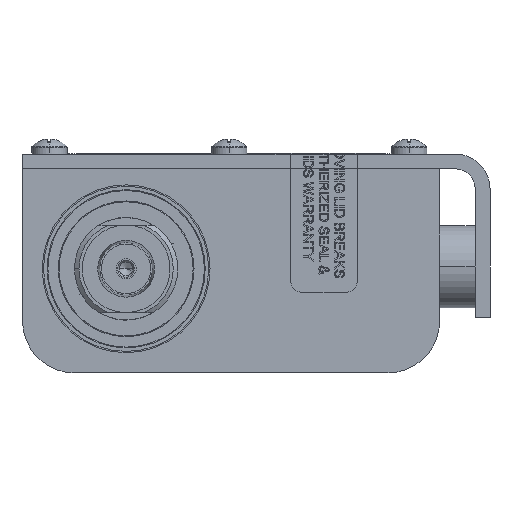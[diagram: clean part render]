
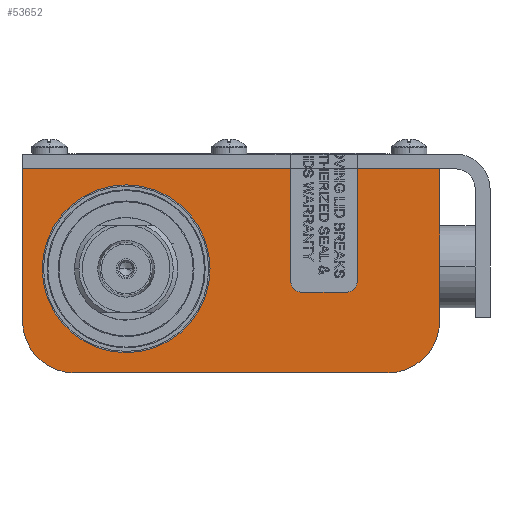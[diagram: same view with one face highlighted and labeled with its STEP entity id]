
A CAD part, left-side view. The second image highlights one B-rep face of the part: STEP entity #53652.
In plain terms, the highlighted face is planar.
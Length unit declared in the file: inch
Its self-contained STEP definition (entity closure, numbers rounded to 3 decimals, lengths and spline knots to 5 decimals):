
#1143 = ORIENTED_EDGE ( 'NONE', *, *, #87864, .T. ) ;
#4265 = DIRECTION ( 'NONE',  ( 0., 0., 1. ) ) ;
#5301 = VECTOR ( 'NONE', #67111, 39.37008 ) ;
#7881 = CARTESIAN_POINT ( 'NONE',  ( -1.2625, -0.3045, 0.834 ) ) ;
#10540 = CARTESIAN_POINT ( 'NONE',  ( -0.9495, -0.3045, 0.834 ) ) ;
#10933 = CARTESIAN_POINT ( 'NONE',  ( -0.6355, 0.0125, 0.834 ) ) ;
#11810 = VECTOR ( 'NONE', #80155, 39.37008 ) ;
#12043 = DIRECTION ( 'NONE',  ( -1., 0., 0. ) ) ;
#12754 = ORIENTED_EDGE ( 'NONE', *, *, #69202, .T. ) ;
#13058 = VERTEX_POINT ( 'NONE', #67966 ) ;
#13166 = EDGE_CURVE ( 'NONE', #36481, #66197, #82025, .T. ) ;
#13219 = ORIENTED_EDGE ( 'NONE', *, *, #14622, .F. ) ;
#14622 = EDGE_CURVE ( 'NONE', #66197, #36481, #23109, .T. ) ;
#14700 = VERTEX_POINT ( 'NONE', #50691 ) ;
#14983 = ORIENTED_EDGE ( 'NONE', *, *, #61824, .T. ) ;
#15962 = ORIENTED_EDGE ( 'NONE', *, *, #13166, .F. ) ;
#17129 = LINE ( 'NONE', #87128, #88292 ) ;
#18534 = DIRECTION ( 'NONE',  ( -1., 0., 0. ) ) ;
#18659 = FACE_OUTER_BOUND ( 'NONE', #63789, .T. ) ;
#19616 = LINE ( 'NONE', #59046, #87353 ) ;
#21708 = CARTESIAN_POINT ( 'NONE',  ( -0.6355, 0.5205, 0.834 ) ) ;
#21794 = CARTESIAN_POINT ( 'NONE',  ( -0.9495, -0.6175, 0.834 ) ) ;
#23040 = CARTESIAN_POINT ( 'NONE',  ( -0.6355, -0.4955, 0.834 ) ) ;
#23109 = CIRCLE ( 'NONE', #72701, 0.508 ) ;
#23548 = CIRCLE ( 'NONE', #76356, 0.313 ) ;
#24356 = FACE_BOUND ( 'NONE', #77459, .T. ) ;
#25958 = DIRECTION ( 'NONE',  ( 0., -1., 0. ) ) ;
#28135 = CARTESIAN_POINT ( 'NONE',  ( -0.9495, -0.6175, 0.834 ) ) ;
#28266 = ORIENTED_EDGE ( 'NONE', *, *, #68895, .T. ) ;
#28577 = DIRECTION ( 'NONE',  ( 0., -1., 0. ) ) ;
#29859 = DIRECTION ( 'NONE',  ( 0., 1., 0. ) ) ;
#30552 = LINE ( 'NONE', #7881, #5301 ) ;
#33582 = DIRECTION ( 'NONE',  ( 0., 0., 1. ) ) ;
#36304 = VERTEX_POINT ( 'NONE', #28135 ) ;
#36481 = VERTEX_POINT ( 'NONE', #23040 ) ;
#38129 = VERTEX_POINT ( 'NONE', #95305 ) ;
#41452 = CARTESIAN_POINT ( 'NONE',  ( -0.9495, -0.3045, 0.834 ) ) ;
#41872 = AXIS2_PLACEMENT_3D ( 'NONE', #77092, #4265, #91895 ) ;
#43724 = DIRECTION ( 'NONE',  ( -1., 0., 0. ) ) ;
#44546 = EDGE_CURVE ( 'NONE', #38129, #13058, #30552, .T. ) ;
#50410 = CARTESIAN_POINT ( 'NONE',  ( 1.2625, 0.6175, 0.834 ) ) ;
#50691 = CARTESIAN_POINT ( 'NONE',  ( 1.2625, -0.3045, 0.834 ) ) ;
#51085 = ORIENTED_EDGE ( 'NONE', *, *, #44546, .T. ) ;
#53652 = ADVANCED_FACE ( 'NONE', ( #24356, #18659 ), #79006, .F. ) ;
#59046 = CARTESIAN_POINT ( 'NONE',  ( 1.2625, -0.3045, 0.834 ) ) ;
#61824 = EDGE_CURVE ( 'NONE', #13058, #36304, #23548, .T. ) ;
#62921 = DIRECTION ( 'NONE',  ( 0., 0., -1. ) ) ;
#63365 = EDGE_CURVE ( 'NONE', #36304, #91881, #90987, .T. ) ;
#63789 = EDGE_LOOP ( 'NONE', ( #1143, #28266, #51085, #14983, #91952, #12754 ) ) ;
#66197 = VERTEX_POINT ( 'NONE', #21708 ) ;
#67111 = DIRECTION ( 'NONE',  ( 0., -1., 0. ) ) ;
#67966 = CARTESIAN_POINT ( 'NONE',  ( -1.2625, -0.3045, 0.834 ) ) ;
#68345 = CARTESIAN_POINT ( 'NONE',  ( 0.9495, -0.6175, 0.834 ) ) ;
#68895 = EDGE_CURVE ( 'NONE', #84104, #38129, #17129, .T. ) ;
#69202 = EDGE_CURVE ( 'NONE', #91881, #14700, #77406, .T. ) ;
#72701 = AXIS2_PLACEMENT_3D ( 'NONE', #95084, #87023, #28577 ) ;
#76356 = AXIS2_PLACEMENT_3D ( 'NONE', #10540, #84295, #18534 ) ;
#77092 = CARTESIAN_POINT ( 'NONE',  ( 0.9495, -0.3045, 0.834 ) ) ;
#77406 = CIRCLE ( 'NONE', #41872, 0.313 ) ;
#77459 = EDGE_LOOP ( 'NONE', ( #15962, #13219 ) ) ;
#78340 = AXIS2_PLACEMENT_3D ( 'NONE', #41452, #62921, #12043 ) ;
#79006 = PLANE ( 'NONE',  #78340 ) ;
#80155 = DIRECTION ( 'NONE',  ( 1., 0., 0. ) ) ;
#82025 = CIRCLE ( 'NONE', #83152, 0.508 ) ;
#83152 = AXIS2_PLACEMENT_3D ( 'NONE', #10933, #33582, #25958 ) ;
#84104 = VERTEX_POINT ( 'NONE', #50410 ) ;
#84295 = DIRECTION ( 'NONE',  ( 0., 0., 1. ) ) ;
#87023 = DIRECTION ( 'NONE',  ( 0., 0., 1. ) ) ;
#87128 = CARTESIAN_POINT ( 'NONE',  ( -1.2625, 0.6175, 0.834 ) ) ;
#87353 = VECTOR ( 'NONE', #29859, 39.37008 ) ;
#87864 = EDGE_CURVE ( 'NONE', #14700, #84104, #19616, .T. ) ;
#88292 = VECTOR ( 'NONE', #43724, 39.37008 ) ;
#90987 = LINE ( 'NONE', #21794, #11810 ) ;
#91881 = VERTEX_POINT ( 'NONE', #68345 ) ;
#91895 = DIRECTION ( 'NONE',  ( 1., 0., 0. ) ) ;
#91952 = ORIENTED_EDGE ( 'NONE', *, *, #63365, .T. ) ;
#95084 = CARTESIAN_POINT ( 'NONE',  ( -0.6355, 0.0125, 0.834 ) ) ;
#95305 = CARTESIAN_POINT ( 'NONE',  ( -1.2625, 0.6175, 0.834 ) ) ;
